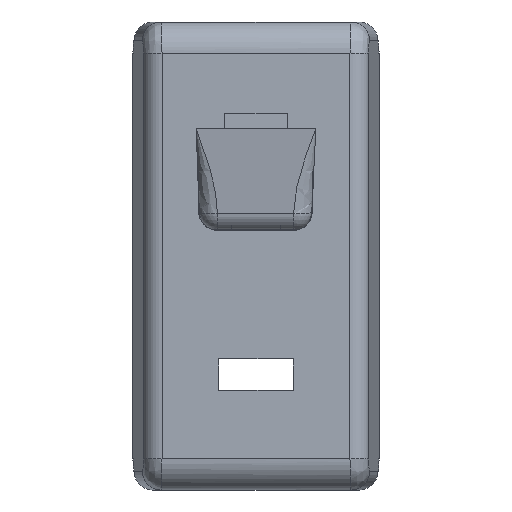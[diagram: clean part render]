
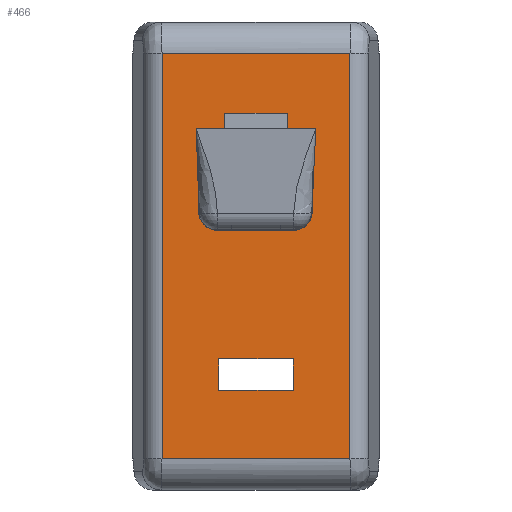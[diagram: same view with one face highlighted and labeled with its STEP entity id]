
A CAD part, front view. The second image highlights one B-rep face of the part: STEP entity #466.
In plain terms, the highlighted planar face has unit normal (0, -1, 0).
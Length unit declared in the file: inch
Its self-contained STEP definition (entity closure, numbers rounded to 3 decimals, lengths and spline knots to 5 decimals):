
#270=FACE_BOUND('',#1046,.T.);
#271=FACE_BOUND('',#1047,.T.);
#466=ADVANCED_FACE('',(#270,#271),#625,.T.);
#625=PLANE('',#4568);
#1046=EDGE_LOOP('',(#2280,#2281,#2282,#2283));
#1047=EDGE_LOOP('',(#2284,#2285,#2286,#2287));
#2280=ORIENTED_EDGE('',*,*,#3345,.F.);
#2281=ORIENTED_EDGE('',*,*,#3346,.F.);
#2282=ORIENTED_EDGE('',*,*,#3347,.F.);
#2283=ORIENTED_EDGE('',*,*,#3348,.F.);
#2284=ORIENTED_EDGE('',*,*,#3349,.T.);
#2285=ORIENTED_EDGE('',*,*,#3350,.T.);
#2286=ORIENTED_EDGE('',*,*,#3351,.T.);
#2287=ORIENTED_EDGE('',*,*,#3352,.T.);
#2769=VERTEX_POINT('',#7034);
#2770=VERTEX_POINT('',#7035);
#2771=VERTEX_POINT('',#7037);
#2772=VERTEX_POINT('',#7039);
#2773=VERTEX_POINT('',#7042);
#2774=VERTEX_POINT('',#7043);
#2775=VERTEX_POINT('',#7045);
#2776=VERTEX_POINT('',#7047);
#3345=EDGE_CURVE('',#2769,#2770,#3795,.T.);
#3346=EDGE_CURVE('',#2771,#2769,#3796,.T.);
#3347=EDGE_CURVE('',#2772,#2771,#3797,.T.);
#3348=EDGE_CURVE('',#2770,#2772,#3798,.T.);
#3349=EDGE_CURVE('',#2773,#2774,#3799,.T.);
#3350=EDGE_CURVE('',#2774,#2775,#3800,.T.);
#3351=EDGE_CURVE('',#2775,#2776,#3801,.T.);
#3352=EDGE_CURVE('',#2776,#2773,#3802,.T.);
#3795=LINE('',#7033,#4213);
#3796=LINE('',#7036,#4214);
#3797=LINE('',#7038,#4215);
#3798=LINE('',#7040,#4216);
#3799=LINE('',#7041,#4217);
#3800=LINE('',#7044,#4218);
#3801=LINE('',#7046,#4219);
#3802=LINE('',#7048,#4220);
#4213=VECTOR('',#5631,1.);
#4214=VECTOR('',#5632,1.);
#4215=VECTOR('',#5633,1.);
#4216=VECTOR('',#5634,1.);
#4217=VECTOR('',#5635,1.);
#4218=VECTOR('',#5636,1.);
#4219=VECTOR('',#5637,1.);
#4220=VECTOR('',#5638,1.);
#4568=AXIS2_PLACEMENT_3D('',#7049,#5639,#5640);
#5631=DIRECTION('',(-1.,0.,0.));
#5632=DIRECTION('',(0.,0.,1.));
#5633=DIRECTION('',(1.,0.,0.));
#5634=DIRECTION('',(0.,0.,-1.));
#5635=DIRECTION('',(-1.,0.,0.));
#5636=DIRECTION('',(0.,0.,-1.));
#5637=DIRECTION('',(1.,0.,0.));
#5638=DIRECTION('',(0.,0.,1.));
#5639=DIRECTION('',(0.,-1.,0.));
#5640=DIRECTION('',(0.,0.,-1.));
#7033=CARTESIAN_POINT('',(31.68888,2.52804,-0.185));
#7034=CARTESIAN_POINT('',(31.68888,2.52804,-0.185));
#7035=CARTESIAN_POINT('',(31.62888,2.52804,-0.185));
#7036=CARTESIAN_POINT('',(31.68888,2.52804,-0.21));
#7037=CARTESIAN_POINT('',(31.68888,2.52804,-0.21));
#7038=CARTESIAN_POINT('',(31.62888,2.52804,-0.21));
#7039=CARTESIAN_POINT('',(31.62888,2.52804,-0.21));
#7040=CARTESIAN_POINT('',(31.62888,2.52804,-0.185));
#7041=CARTESIAN_POINT('',(31.6589,2.52804,0.06));
#7042=CARTESIAN_POINT('',(31.73422,2.52804,0.06));
#7043=CARTESIAN_POINT('',(31.58358,2.52804,0.06));
#7044=CARTESIAN_POINT('',(31.58358,2.52804,-0.29));
#7045=CARTESIAN_POINT('',(31.58358,2.52804,-0.265));
#7046=CARTESIAN_POINT('',(31.6589,2.52804,-0.265));
#7047=CARTESIAN_POINT('',(31.73422,2.52804,-0.265));
#7048=CARTESIAN_POINT('',(31.73422,2.52804,-0.29));
#7049=CARTESIAN_POINT('',(31.6589,2.52804,-0.29));
